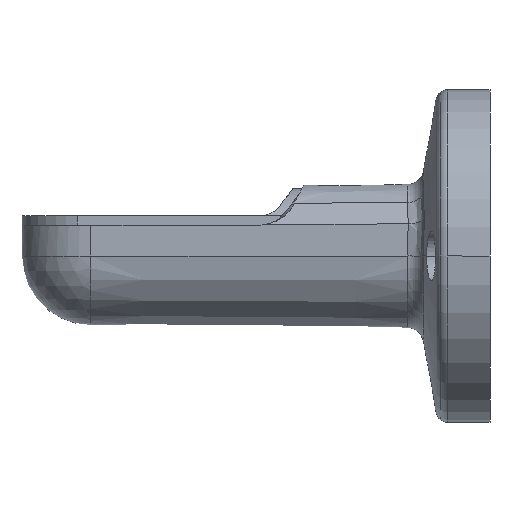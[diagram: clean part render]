
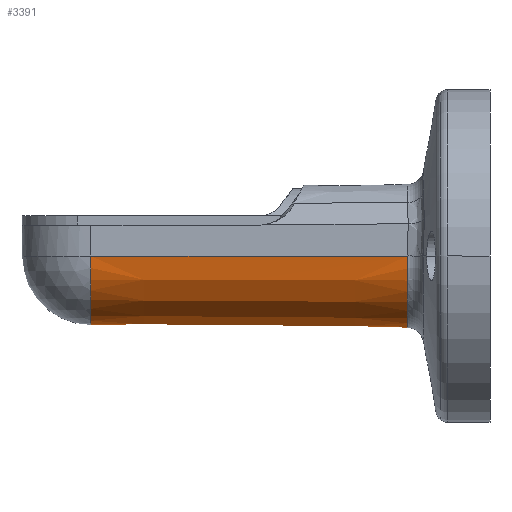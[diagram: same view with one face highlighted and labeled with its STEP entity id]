
A CAD part, front view. The second image highlights one B-rep face of the part: STEP entity #3391.
In plain terms, the highlighted conical face has half-angle 0.5 degrees and reference radius 14.79 mm.
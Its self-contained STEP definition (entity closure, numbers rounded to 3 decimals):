
#789=CARTESIAN_POINT('',(-15.919,-15.081,
0.));
#804=DIRECTION('',(1.,0.009,0.));
#805=VECTOR('',#804,66.584);
#806=CARTESIAN_POINT('',(-82.5,14.5,0.));
#807=LINE('',#806,#805);
#811=DIRECTION('',(-1.,0.009,0.));
#812=VECTOR('',#811,66.584);
#813=CARTESIAN_POINT('',(-15.919,-15.081,
0.));
#814=LINE('',#813,#812);
#834=CARTESIAN_POINT('',(-15.918,0.,
-0.001));
#835=DIRECTION('',(1.,0.,0.));
#836=DIRECTION('',(0.,-1.,0.));
#837=AXIS2_PLACEMENT_3D('',#834,#835,#836);
#1869=CARTESIAN_POINT('',(-82.5,0.,0.));
#1870=DIRECTION('',(-1.,0.,0.));
#1871=DIRECTION('',(0.,0.,-1.));
#1872=AXIS2_PLACEMENT_3D('',#1869,#1870,#1871);
#1877=CARTESIAN_POINT('',(-82.5,0.,0.));
#1878=DIRECTION('',(-1.,0.,0.));
#1879=DIRECTION('',(0.,1.,0.));
#1880=AXIS2_PLACEMENT_3D('',#1877,#1878,#1879);
#2608=CARTESIAN_POINT('',(-82.5,14.5,0.));
#2610=VERTEX_POINT('',#2608);
#2611=CARTESIAN_POINT('',(-82.5,-14.5,0.));
#2612=VERTEX_POINT('',#2611);
#2613=CARTESIAN_POINT('',(-82.5,0.,-14.5));
#2614=VERTEX_POINT('',#2613);
#2617=VERTEX_POINT('',#789);
#2620=CARTESIAN_POINT('',(-15.918,15.08,
0.));
#2621=VERTEX_POINT('',#2620);
#3375=CARTESIAN_POINT('',(-49.209,0.,0.));
#3376=DIRECTION('',(1.,0.,0.));
#3377=DIRECTION('',(0.,-1.,0.));
#3378=AXIS2_PLACEMENT_3D('',#3375,#3376,#3377);
#3379=CONICAL_SURFACE('',#3378,14.791,0.5);
#3381=ORIENTED_EDGE('',*,*,#3380,.T.);
#3383=ORIENTED_EDGE('',*,*,#3382,.F.);
#3385=ORIENTED_EDGE('',*,*,#3384,.T.);
#3387=ORIENTED_EDGE('',*,*,#3386,.T.);
#3388=ORIENTED_EDGE('',*,*,#3363,.F.);
#3389=EDGE_LOOP('',(#3381,#3383,#3385,#3387,#3388));
#3390=FACE_OUTER_BOUND('',#3389,.F.);
#3391=ADVANCED_FACE('',(#3390),#3379,.T.);
#838=CIRCLE('',#837,15.08);
#1873=CIRCLE('',#1872,14.5);
#1881=CIRCLE('',#1880,14.5);
#3363=EDGE_CURVE('',#2617,#2612,#814,.T.);
#3380=EDGE_CURVE('',#2617,#2621,#838,.T.);
#3382=EDGE_CURVE('',#2610,#2621,#807,.T.);
#3384=EDGE_CURVE('',#2610,#2614,#1881,.T.);
#3386=EDGE_CURVE('',#2614,#2612,#1873,.T.);
